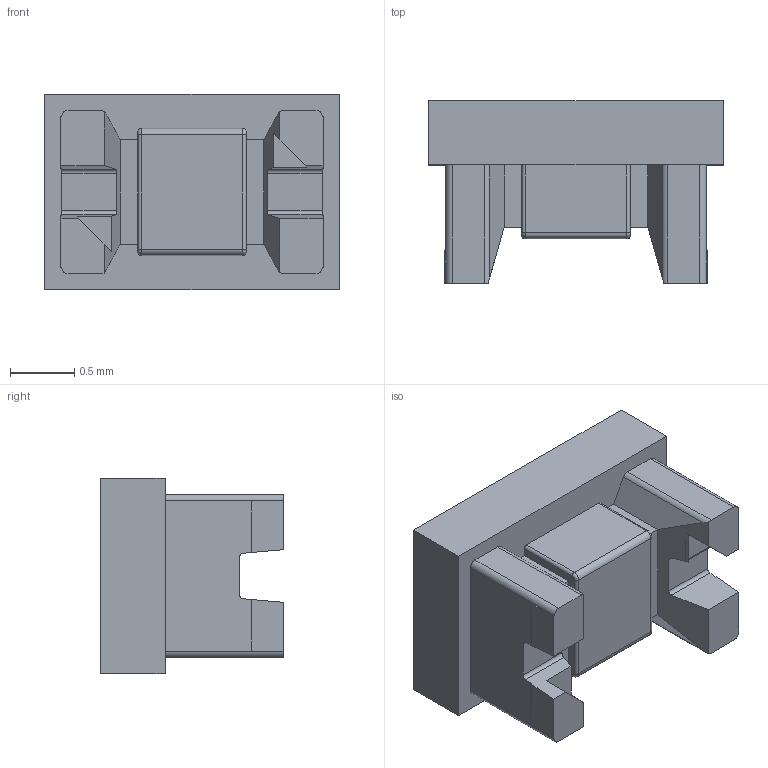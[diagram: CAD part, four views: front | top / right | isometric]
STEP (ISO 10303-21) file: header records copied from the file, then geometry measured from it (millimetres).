
FILE_DESCRIPTION (( 'STEP AP214' ), '1' );
FILE_NAME ('Coilcraft-PFD2015.STEP', '2018-12-30T19:23:36', ( '' ), ( '' ), 'SwSTEP 2.0', 'SolidWorks 2018', '' );
FILE_SCHEMA (( 'AUTOMOTIVE_DESIGN' ));
Length unit declared in the file: millimetre
Products named in the file (1): Coilcraft-PFD2015
Bounding box: 2.29 x 1.42 x 1.52 mm (x, y, z)
Volume: 3.2 mm3; surface area: 17.2 mm2
Topology: 1 solids, 1 shells, 80 faces, 214 edges, 137 vertices
Faces by surface type: plane 57, cylinder 19, bspline 4
Entity records: 3414 total; most frequent: CARTESIAN_POINT 525, ORIENTED_EDGE 428, DIRECTION 391, EDGE_CURVE 214, LINE 169, VECTOR 169, VERTEX_POINT 137, AXIS2_PLACEMENT_3D 111
